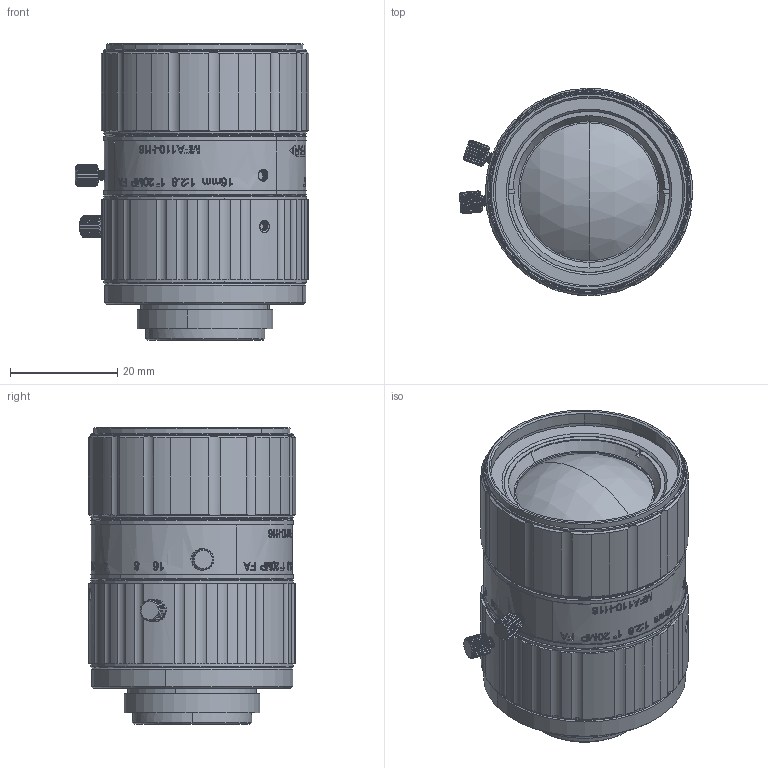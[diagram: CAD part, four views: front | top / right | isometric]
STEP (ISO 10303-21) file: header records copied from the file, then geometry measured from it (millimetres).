
FILE_DESCRIPTION (( 'STEP AP203' ), '1' );
FILE_NAME ('MFA110-H16.STEP', '2021-01-04T05:50:19', ( '' ), ( '' ), 'SwSTEP 2.0', 'SolidWorks 2017', '' );
FILE_SCHEMA (( 'CONFIG_CONTROL_DESIGN' ));
Length unit declared in the file: millimetre
Products named in the file (8): 60017-SQ（带标签）.sldasm-Part-3; 60017-SQ（带标签）.sldasm-Part-2; 60017-SQ（带标签）.sldasm-Part-1; 60017-SQ（带标签）.sldasm-Part-4; 60017-SQ（带标签）.sldasm-Part-5; 60017-SQ（带标签）.sldasm-Part-7; MFA110-H16; 60017-SQ（带标签）.sldasm-Part-6
Assembly tree (7 placements, depth 2):
  MFA110-H16
    60017-SQ（带标签）.sldasm-Part-1
    60017-SQ（带标签）.sldasm-Part-2
    60017-SQ（带标签）.sldasm-Part-3
    60017-SQ（带标签）.sldasm-Part-4
    60017-SQ（带标签）.sldasm-Part-5
    60017-SQ（带标签）.sldasm-Part-6
    60017-SQ（带标签）.sldasm-Part-7
Bounding box: 43.46 x 38.58 x 55.25 mm (x, y, z)
Volume: 54506.5 mm3; surface area: 15708.3 mm2
Topology: 7 solids, 9 shells, 4356 faces, 12532 edges, 8311 vertices
Faces by surface type: plane 3482, cylinder 570, bspline 184, cone 102, torus 12, sphere 6
Entity records: 225759 total; most frequent: CARTESIAN_POINT 127432, ORIENTED_EDGE 25064, DIRECTION 14215, EDGE_CURVE 12532, VERTEX_POINT 8311, B_SPLINE_CURVE_WITH_KNOTS 5669, AXIS2_PLACEMENT_3D 5118, EDGE_LOOP 4483
